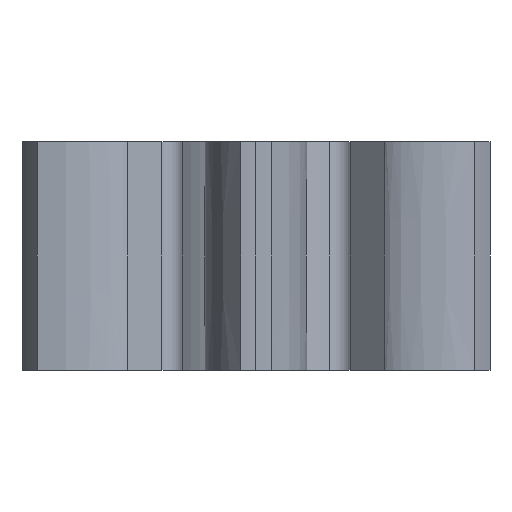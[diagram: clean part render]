
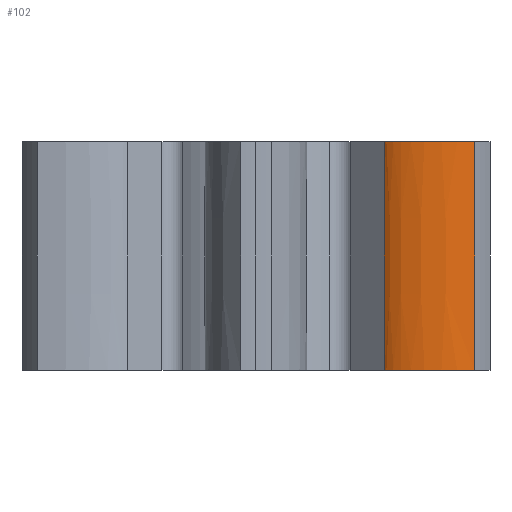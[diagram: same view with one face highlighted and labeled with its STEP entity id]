
A CAD part, left-side view. The second image highlights one B-rep face of the part: STEP entity #102.
In plain terms, the highlighted free-form (B-spline) face has degree [3, 3] with [8, 4] control points.
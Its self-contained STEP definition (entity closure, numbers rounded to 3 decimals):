
#1=CARTESIAN_POINT('POINT1',(-23.158,
   -22.477,20.));
#2=VERTEX_POINT('VERTEX1',#1);
#3=CARTESIAN_POINT('POINT2',(-23.158,
   -22.477,-20.));
#4=VERTEX_POINT('VERTEX2',#3);
#5=CARTESIAN_POINT('POS1',(-23.158,-22.477
   ,20.));
#6=DIRECTION('DIR1',(0.,0.,-1.));
#7=VECTOR('VEC1',#6,10.);
#8=LINE('STRAIGHT1',#5,#7);
#9=EDGE_CURVE('EDGE1',#2,#4,#8,.T.);
#10=ORIENTED_EDGE('COEDGE1',*,*,#9,.T.);
#11=CARTESIAN_POINT('POINT3',(-25.187,
   -38.243,-20.));
#12=VERTEX_POINT('VERTEX3',#11);
#13=(BOUNDED_CURVE() B_SPLINE_CURVE(3,(#14,#15,#16,#17,#18,#19,#20,#21,
   #22,#23,#24,#25,#26,#27,#28,#29,#30,#31,#32,#33),.UNSPECIFIED.,.F.,
   .F.) B_SPLINE_CURVE_WITH_KNOTS((4,1,1,1,1,1,1,1,1,1,1,1,1,1,1,1,1,4),
   (0.,0.058,0.116,
   0.174,0.233,0.291,
   0.349,0.408,0.466,
   0.525,0.584,0.643,
   0.702,0.761,0.821,
   0.88,0.94,1.),.UNSPECIFIED.) 
   CURVE() GEOMETRIC_REPRESENTATION_ITEM() RATIONAL_B_SPLINE_CURVE((
   1.,1.,1.,1.,1.,1.,1.,
   1.,1.,1.,1.,1.,1.,1.,
   1.,1.,1.,1.,1.,1.)) 
   REPRESENTATION_ITEM('SPLINE_CRV1'));
#14=CARTESIAN_POINT('',(-23.158,-22.477,
   -20.));
#15=CARTESIAN_POINT('',(-23.333,-22.648,
   -20.));
#16=CARTESIAN_POINT('',(-23.621,-23.051,
   -20.));
#17=CARTESIAN_POINT('',(-24.004,-23.706,
   -20.));
#18=CARTESIAN_POINT('',(-24.348,-24.402,
   -20.));
#19=CARTESIAN_POINT('',(-24.653,-25.139,
   -20.));
#20=CARTESIAN_POINT('',(-24.923,-25.911,
   -20.));
#21=CARTESIAN_POINT('',(-25.158,-26.719,
   -20.));
#22=CARTESIAN_POINT('',(-25.36,-27.562,
   -20.));
#23=CARTESIAN_POINT('',(-25.527,-28.44,
   -20.));
#24=CARTESIAN_POINT('',(-25.66,-29.353,
   -20.));
#25=CARTESIAN_POINT('',(-25.758,-30.303,
   -20.));
#26=CARTESIAN_POINT('',(-25.817,-31.292,
   -20.));
#27=CARTESIAN_POINT('',(-25.836,-32.323,
   -20.));
#28=CARTESIAN_POINT('',(-25.811,-33.399,
   -20.));
#29=CARTESIAN_POINT('',(-25.74,-34.523,
   -20.));
#30=CARTESIAN_POINT('',(-25.619,-35.699,
   -20.));
#31=CARTESIAN_POINT('',(-25.441,-36.932,
   -20.));
#32=CARTESIAN_POINT('',(-25.279,-37.799,
   -20.));
#33=CARTESIAN_POINT('',(-25.187,-38.243,
   -20.));
#34=EDGE_CURVE('EDGE2',#4,#12,#13,.T.);
#35=ORIENTED_EDGE('COEDGE2',*,*,#34,.T.);
#36=CARTESIAN_POINT('POINT4',(-25.187,
   -38.243,20.));
#37=VERTEX_POINT('VERTEX4',#36);
#38=CARTESIAN_POINT('POS2',(-25.187,
   -38.243,20.));
#39=DIRECTION('DIR2',(0.,0.,-1.));
#40=VECTOR('VEC2',#39,10.);
#41=LINE('STRAIGHT2',#38,#40);
#42=EDGE_CURVE('EDGE3',#37,#12,#41,.T.);
#43=ORIENTED_EDGE('COEDGE3',*,*,#42,.F.);
#44=(BOUNDED_CURVE() B_SPLINE_CURVE(3,(#45,#46,#47,#48,#49,#50,#51,#52,
   #53,#54,#55,#56,#57,#58,#59,#60,#61,#62,#63,#64),.UNSPECIFIED.,.F.,
   .F.) B_SPLINE_CURVE_WITH_KNOTS((4,1,1,1,1,1,1,1,1,1,1,1,1,1,1,1,1,4),
   (0.,0.058,0.116,
   0.174,0.233,0.291,
   0.349,0.408,0.466,
   0.525,0.584,0.643,
   0.702,0.761,0.821,
   0.88,0.94,1.),.UNSPECIFIED.) 
   CURVE() GEOMETRIC_REPRESENTATION_ITEM() RATIONAL_B_SPLINE_CURVE((
   1.,1.,1.,1.,1.,1.,1.,
   1.,1.,1.,1.,1.,1.,1.,
   1.,1.,1.,1.,1.,1.)) 
   REPRESENTATION_ITEM('SPLINE_CRV2'));
#45=CARTESIAN_POINT('',(-23.158,-22.477,
   20.));
#46=CARTESIAN_POINT('',(-23.333,-22.648,
   20.));
#47=CARTESIAN_POINT('',(-23.621,-23.051,
   20.));
#48=CARTESIAN_POINT('',(-24.004,-23.706,
   20.));
#49=CARTESIAN_POINT('',(-24.348,-24.402,
   20.));
#50=CARTESIAN_POINT('',(-24.653,-25.139,
   20.));
#51=CARTESIAN_POINT('',(-24.923,-25.911,
   20.));
#52=CARTESIAN_POINT('',(-25.158,-26.719,
   20.));
#53=CARTESIAN_POINT('',(-25.36,-27.562,
   20.));
#54=CARTESIAN_POINT('',(-25.527,-28.44,
   20.));
#55=CARTESIAN_POINT('',(-25.66,-29.353,
   20.));
#56=CARTESIAN_POINT('',(-25.758,-30.303,
   20.));
#57=CARTESIAN_POINT('',(-25.817,-31.292,
   20.));
#58=CARTESIAN_POINT('',(-25.836,-32.323,
   20.));
#59=CARTESIAN_POINT('',(-25.811,-33.399,
   20.));
#60=CARTESIAN_POINT('',(-25.74,-34.523,
   20.));
#61=CARTESIAN_POINT('',(-25.619,-35.699,
   20.));
#62=CARTESIAN_POINT('',(-25.441,-36.932,
   20.));
#63=CARTESIAN_POINT('',(-25.279,-37.799,
   20.));
#64=CARTESIAN_POINT('',(-25.187,-38.243,
   20.));
#65=EDGE_CURVE('EDGE4',#2,#37,#44,.T.);
#66=ORIENTED_EDGE('COEDGE4',*,*,#65,.F.);
#67=EDGE_LOOP('NONE',(#10,#35,#43,#66));
#68=FACE_BOUND('LOOP1',#67,.T.);
#69=B_SPLINE_SURFACE_WITH_KNOTS('SPLINE_SURF1',3,3,((#70,#71,#72,#73),(
   #74,#75,#76,#77),(#78,#79,#80,#81),(#82,#83,#84,#85),(#86,#87,#88,#89
   ),(#90,#91,#92,#93),(#94,#95,#96,#97),(#98,#99,#100,#101)),
   .UNSPECIFIED.,.F.,.F.,.U.,(4,1,1,1,1,4),(4,4),(-0.007
   ,0.088,0.246,0.498,
   0.751,1.004),(-4.553,
   -0.535),.UNSPECIFIED.);
#70=CARTESIAN_POINT('',(-23.093,-22.415,
   -20.09));
#71=CARTESIAN_POINT('',(-23.093,-22.415,
   -6.697));
#72=CARTESIAN_POINT('',(-23.093,-22.415,
   6.697));
#73=CARTESIAN_POINT('',(-23.093,-22.415,
   20.09));
#74=CARTESIAN_POINT('',(-23.375,-22.688,
   -20.09));
#75=CARTESIAN_POINT('',(-23.375,-22.688,
   -6.697));
#76=CARTESIAN_POINT('',(-23.375,-22.688,
   6.697));
#77=CARTESIAN_POINT('',(-23.375,-22.688,
   20.09));
#78=CARTESIAN_POINT('',(-23.972,-23.578,
   -20.09));
#79=CARTESIAN_POINT('',(-23.972,-23.578,
   -6.697));
#80=CARTESIAN_POINT('',(-23.972,-23.578,
   6.697));
#81=CARTESIAN_POINT('',(-23.972,-23.578,
   20.09));
#82=CARTESIAN_POINT('',(-24.913,-25.617,
   -20.09));
#83=CARTESIAN_POINT('',(-24.913,-25.617,
   -6.697));
#84=CARTESIAN_POINT('',(-24.913,-25.617,
   6.697));
#85=CARTESIAN_POINT('',(-24.913,-25.617,
   20.09));
#86=CARTESIAN_POINT('',(-25.693,-28.763,
   -20.09));
#87=CARTESIAN_POINT('',(-25.693,-28.763,
   -6.697));
#88=CARTESIAN_POINT('',(-25.693,-28.763,
   6.697));
#89=CARTESIAN_POINT('',(-25.693,-28.763,
   20.09));
#90=CARTESIAN_POINT('',(-25.952,-33.009,
   -20.09));
#91=CARTESIAN_POINT('',(-25.952,-33.009,
   -6.697));
#92=CARTESIAN_POINT('',(-25.952,-33.009,
   6.697));
#93=CARTESIAN_POINT('',(-25.952,-33.009,
   20.09));
#94=CARTESIAN_POINT('',(-25.569,-36.413,
   -20.09));
#95=CARTESIAN_POINT('',(-25.569,-36.413,
   -6.697));
#96=CARTESIAN_POINT('',(-25.569,-36.413,
   6.697));
#97=CARTESIAN_POINT('',(-25.569,-36.413,
   20.09));
#98=CARTESIAN_POINT('',(-25.168,-38.331,
   -20.09));
#99=CARTESIAN_POINT('',(-25.168,-38.331,
   -6.697));
#100=CARTESIAN_POINT('',(-25.168,-38.331,
   6.697));
#101=CARTESIAN_POINT('',(-25.168,-38.331,
   20.09));
#102=ADVANCED_FACE('FACE1',(#68),#69,.T.);
